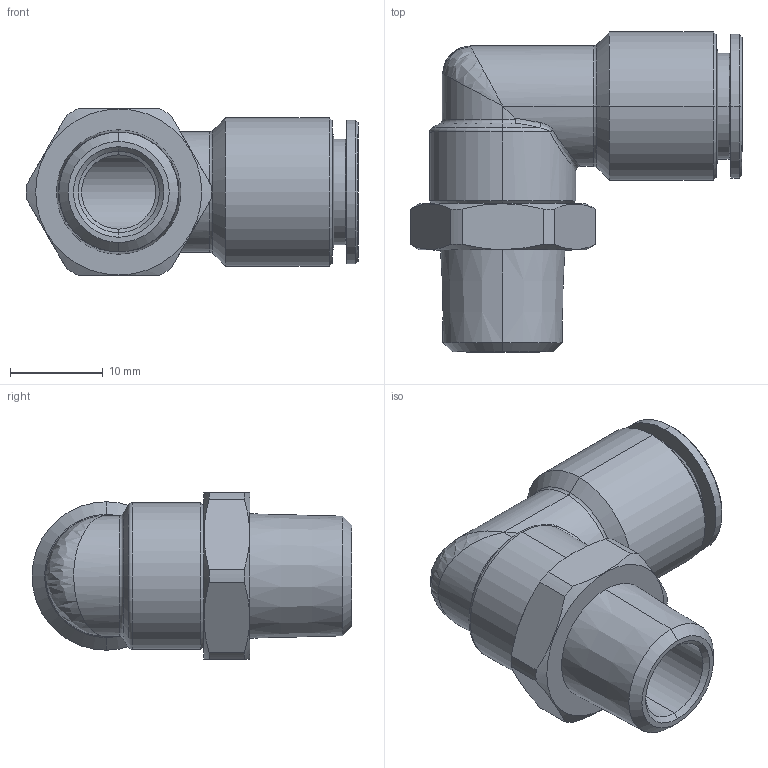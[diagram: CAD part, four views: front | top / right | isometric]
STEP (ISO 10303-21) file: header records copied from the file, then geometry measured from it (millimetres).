
FILE_DESCRIPTION (( 'STEP AP203' ), '1' );
FILE_NAME ('A0050052.STEP', '2009-11-20T09:09:31', ( 'Alain' ), ( 'Sopra-pneumatic' ), 'SwSTEP 2.0', 'SolidWorks 2009', '' );
FILE_SCHEMA (( 'CONFIG_CONTROL_DESIGN' ));
Length unit declared in the file: millimetre
Products named in the file (1): A0050052
Bounding box: 35.8 x 34.5 x 18 mm (x, y, z)
Volume: 5546.9 mm3; surface area: 4476.3 mm2
Topology: 1 solids, 1 shells, 85 faces, 196 edges, 115 vertices
Faces by surface type: cone 31, cylinder 27, plane 13, torus 8, bspline 6
Entity records: 3883 total; most frequent: CARTESIAN_POINT 1914, DIRECTION 412, ORIENTED_EDGE 388, EDGE_CURVE 194, AXIS2_PLACEMENT_3D 175, VERTEX_POINT 115, CIRCLE 95, EDGE_LOOP 91
